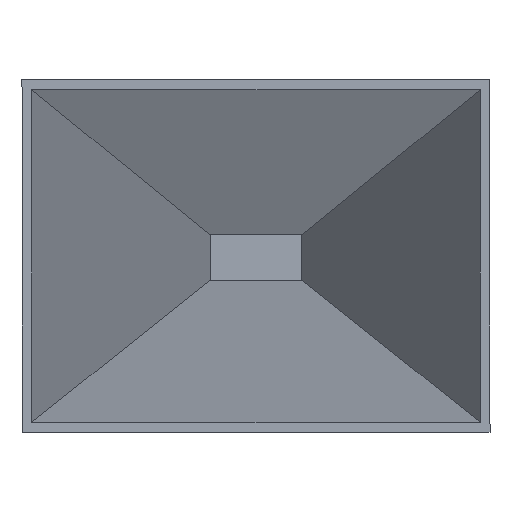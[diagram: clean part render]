
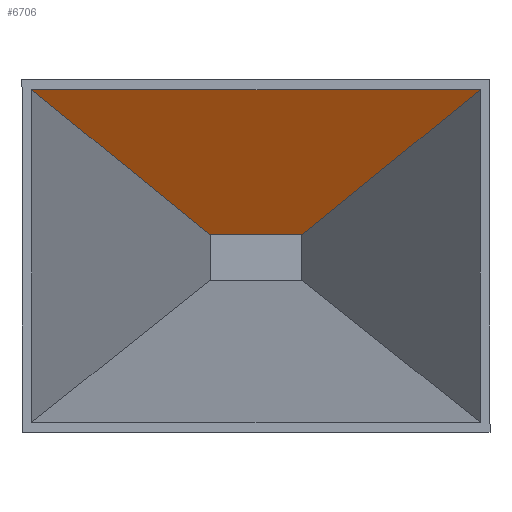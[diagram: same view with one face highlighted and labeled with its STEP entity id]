
A CAD part, top view. The second image highlights one B-rep face of the part: STEP entity #6706.
In plain terms, the highlighted face is planar.
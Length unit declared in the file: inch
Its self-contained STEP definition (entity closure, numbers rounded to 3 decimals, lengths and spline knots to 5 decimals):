
#196 = DIRECTION ( 'NONE',  ( 0., -1., 0. ) ) ;
#566 = CARTESIAN_POINT ( 'NONE',  ( 0.1875, 0.375, 2.12383 ) ) ;
#883 = DIRECTION ( 'NONE',  ( -0.987, 0., 0.163 ) ) ;
#993 = DIRECTION ( 'NONE',  ( -0.163, 0., -0.987 ) ) ;
#1902 = VECTOR ( 'NONE', #993, 39.37008 ) ;
#2388 = EDGE_CURVE ( 'NONE', #3453, #9831, #7786, .T. ) ;
#2657 = CARTESIAN_POINT ( 'NONE',  ( 1.3605, 1.83375, 9.2435 ) ) ;
#3417 = DIRECTION ( 'NONE',  ( 0.159, -0.197, 0.967 ) ) ;
#3453 = VERTEX_POINT ( 'NONE', #13297 ) ;
#3506 = CARTESIAN_POINT ( 'NONE',  ( 0.1875, -0.375, 2.12383 ) ) ;
#3671 = LINE ( 'NONE', #7785, #16161 ) ;
#4163 = VERTEX_POINT ( 'NONE', #12301 ) ;
#4759 = EDGE_CURVE ( 'NONE', #16753, #4163, #3671, .T. ) ;
#4793 = DIRECTION ( 'NONE',  ( 0., -1., 0. ) ) ;
#5849 = EDGE_LOOP ( 'NONE', ( #8732, #10086, #16157, #7717, #9958, #7282 ) ) ;
#6706 = ADVANCED_FACE ( 'NONE', ( #17116 ), #10283, .T. ) ;
#7179 = LINE ( 'NONE', #8517, #13858 ) ;
#7282 = ORIENTED_EDGE ( 'NONE', *, *, #4759, .T. ) ;
#7359 = VECTOR ( 'NONE', #3417, 39.37008 ) ;
#7447 = LINE ( 'NONE', #14159, #7359 ) ;
#7717 = ORIENTED_EDGE ( 'NONE', *, *, #7837, .T. ) ;
#7785 = CARTESIAN_POINT ( 'NONE',  ( 1.3605, 1.83375, 9.2435 ) ) ;
#7786 = LINE ( 'NONE', #10734, #9203 ) ;
#7837 = EDGE_CURVE ( 'NONE', #3453, #11871, #7447, .T. ) ;
#7903 = AXIS2_PLACEMENT_3D ( 'NONE', #13139, #883, #14405 ) ;
#8517 = CARTESIAN_POINT ( 'NONE',  ( 0.1875, 0., 2.12383 ) ) ;
#8563 = CARTESIAN_POINT ( 'NONE',  ( 1.3605, 0., 9.2435 ) ) ;
#8732 = ORIENTED_EDGE ( 'NONE', *, *, #12096, .F. ) ;
#9083 = VECTOR ( 'NONE', #4793, 39.37008 ) ;
#9203 = VECTOR ( 'NONE', #9412, 39.37008 ) ;
#9412 = DIRECTION ( 'NONE',  ( 0.163, 0., 0.987 ) ) ;
#9831 = VERTEX_POINT ( 'NONE', #3506 ) ;
#9958 = ORIENTED_EDGE ( 'NONE', *, *, #15216, .F. ) ;
#10086 = ORIENTED_EDGE ( 'NONE', *, *, #10132, .T. ) ;
#10132 = EDGE_CURVE ( 'NONE', #10488, #9831, #7179, .T. ) ;
#10283 = PLANE ( 'NONE',  #7903 ) ;
#10488 = VERTEX_POINT ( 'NONE', #16916 ) ;
#10734 = CARTESIAN_POINT ( 'NONE',  ( 0.18257, -0.375, 2.09393 ) ) ;
#11871 = VERTEX_POINT ( 'NONE', #12152 ) ;
#12096 = EDGE_CURVE ( 'NONE', #10488, #4163, #12828, .T. ) ;
#12152 = CARTESIAN_POINT ( 'NONE',  ( 1.3605, -1.83375, 9.2435 ) ) ;
#12301 = CARTESIAN_POINT ( 'NONE',  ( 0.18257, 0.375, 2.09393 ) ) ;
#12828 = LINE ( 'NONE', #566, #1902 ) ;
#13139 = CARTESIAN_POINT ( 'NONE',  ( -0.15812, 0., 0.02605 ) ) ;
#13297 = CARTESIAN_POINT ( 'NONE',  ( 0.18257, -0.375, 2.09393 ) ) ;
#13858 = VECTOR ( 'NONE', #196, 39.37008 ) ;
#14159 = CARTESIAN_POINT ( 'NONE',  ( 0.18257, -0.375, 2.09393 ) ) ;
#14291 = LINE ( 'NONE', #8563, #9083 ) ;
#14405 = DIRECTION ( 'NONE',  ( 0.163, 0., 0.987 ) ) ;
#15216 = EDGE_CURVE ( 'NONE', #16753, #11871, #14291, .T. ) ;
#16157 = ORIENTED_EDGE ( 'NONE', *, *, #2388, .F. ) ;
#16161 = VECTOR ( 'NONE', #17398, 39.37008 ) ;
#16753 = VERTEX_POINT ( 'NONE', #2657 ) ;
#16916 = CARTESIAN_POINT ( 'NONE',  ( 0.1875, 0.375, 2.12383 ) ) ;
#17116 = FACE_OUTER_BOUND ( 'NONE', #5849, .T. ) ;
#17398 = DIRECTION ( 'NONE',  ( -0.159, -0.197, -0.967 ) ) ;
